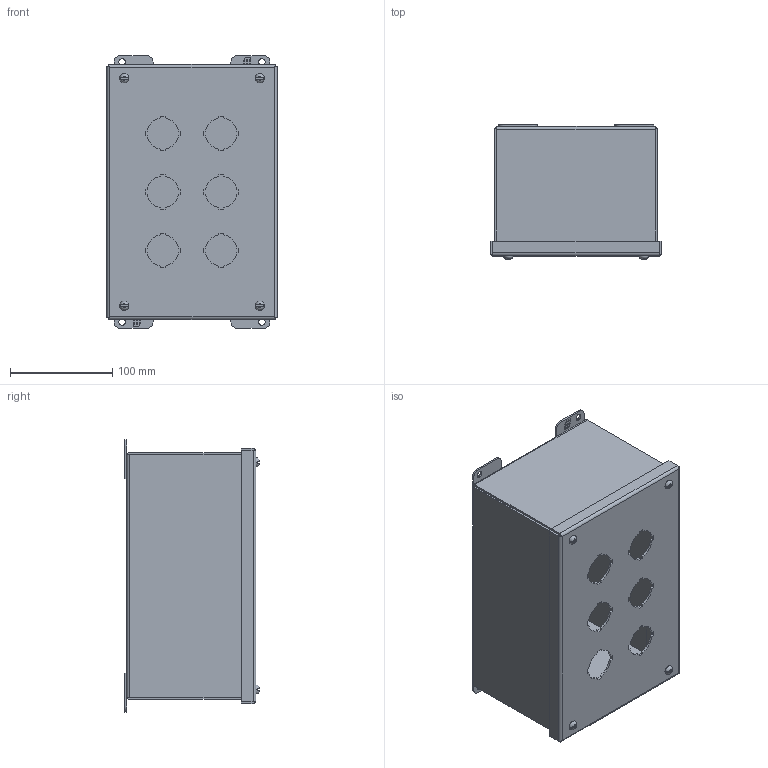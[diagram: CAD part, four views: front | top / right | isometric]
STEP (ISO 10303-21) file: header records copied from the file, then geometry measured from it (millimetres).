
FILE_DESCRIPTION (( 'STEP AP203' ), '1' );
FILE_NAME ('1437H_Default.step', '2019-11-08T18:28:54', ( '' ), ( '' ), 'SwSTEP 2.0', 'SolidWorks 2019', '' );
FILE_SCHEMA (( 'CONFIG_CONTROL_DESIGN' ));
Length unit declared in the file: inch
Products named in the file (1): 1437H_Default
Bounding box: 166.67 x 131.36 x 266.7 mm (x, y, z)
Volume: 398625.9 mm3; surface area: 419283.1 mm2
Topology: 23 solids, 23 shells, 811 faces, 2112 edges, 1375 vertices
Faces by surface type: plane 571, cylinder 184, cone 24, bspline 24, torus 8
Entity records: 25781 total; most frequent: CARTESIAN_POINT 5773, ORIENTED_EDGE 4220, DIRECTION 3972, EDGE_CURVE 2110, VECTOR 1520, LINE 1520, VERTEX_POINT 1375, AXIS2_PLACEMENT_3D 1226
